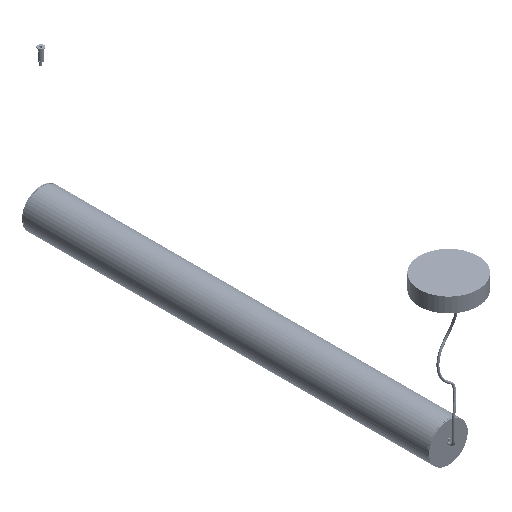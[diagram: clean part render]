
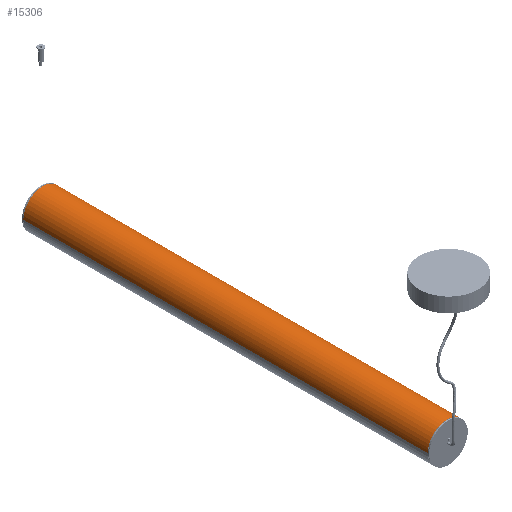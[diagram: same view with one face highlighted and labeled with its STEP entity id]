
A CAD part, isometric view. The second image highlights one B-rep face of the part: STEP entity #15306.
In plain terms, the highlighted cylindrical face has radius 50 mm (diameter 100 mm), a partial arc.
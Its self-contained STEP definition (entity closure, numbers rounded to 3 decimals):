
#89=CYLINDRICAL_SURFACE('',#35444,50.);
#4769=B_SPLINE_CURVE_WITH_KNOTS('',1,(#106413,#106414),.UNSPECIFIED.,.F.,
 .F.,(2,2),(104.4,1148.4),.UNSPECIFIED.);
#15306=ADVANCED_FACE('',(#16314),#89,.T.);
#16314=FACE_OUTER_BOUND('',#17315,.T.);
#17315=EDGE_LOOP('',(#22783,#22784,#22785,#22786));
#22783=ORIENTED_EDGE('',*,*,#28098,.F.);
#22784=ORIENTED_EDGE('',*,*,#28100,.T.);
#22785=ORIENTED_EDGE('',*,*,#28105,.F.);
#22786=ORIENTED_EDGE('',*,*,#28103,.F.);
#28098=EDGE_CURVE('',#35025,#35028,#29849,.T.);
#28100=EDGE_CURVE('',#35025,#35026,#4769,.T.);
#28103=EDGE_CURVE('',#35028,#35029,#29853,.T.);
#28105=EDGE_CURVE('',#35029,#35026,#29855,.T.);
#29849=(
BOUNDED_CURVE()
B_SPLINE_CURVE(2,(#106403,#106404,#106405,#106406,#106407),
 .UNSPECIFIED.,.F.,.F.)
B_SPLINE_CURVE_WITH_KNOTS((3,2,3),(-400.,-300.,-200.),.UNSPECIFIED.)
CURVE()
GEOMETRIC_REPRESENTATION_ITEM()
RATIONAL_B_SPLINE_CURVE((1.,0.707,1.,0.707,1.))
REPRESENTATION_ITEM('')
);
#29853=(
BOUNDED_CURVE()
B_SPLINE_CURVE(1,(#106422,#106423),.UNSPECIFIED.,.F.,.F.)
B_SPLINE_CURVE_WITH_KNOTS((2,2),(104.4,1148.4),.UNSPECIFIED.)
CURVE()
GEOMETRIC_REPRESENTATION_ITEM()
RATIONAL_B_SPLINE_CURVE((1.,1.))
REPRESENTATION_ITEM('')
);
#29855=(
BOUNDED_CURVE()
B_SPLINE_CURVE(2,(#106429,#106430,#106431,#106432,#106433),
 .UNSPECIFIED.,.F.,.F.)
B_SPLINE_CURVE_WITH_KNOTS((3,2,3),(-200.,-100.,0.),
 .UNSPECIFIED.)
CURVE()
GEOMETRIC_REPRESENTATION_ITEM()
RATIONAL_B_SPLINE_CURVE((1.,0.707,1.,0.707,1.))
REPRESENTATION_ITEM('')
);
#35025=VERTEX_POINT('',#106381);
#35026=VERTEX_POINT('',#106382);
#35028=VERTEX_POINT('',#106384);
#35029=VERTEX_POINT('',#106385);
#35444=AXIS2_PLACEMENT_3D('',#106377,#35722,$);
#35722=DIRECTION('',(0.,1.,0.));
#106377=CARTESIAN_POINT('',(0.,-692.701,405.097));
#106381=CARTESIAN_POINT('',(50.,-1214.701,405.097));
#106382=CARTESIAN_POINT('',(50.,-170.701,405.097));
#106384=CARTESIAN_POINT('',(-50.,-1214.701,405.097));
#106385=CARTESIAN_POINT('',(-50.,-170.701,405.097));
#106403=CARTESIAN_POINT('',(50.,-1214.701,405.097));
#106404=CARTESIAN_POINT('',(50.,-1214.701,455.097));
#106405=CARTESIAN_POINT('',(0.,-1214.701,455.097));
#106406=CARTESIAN_POINT('',(-50.,-1214.701,455.097));
#106407=CARTESIAN_POINT('',(-50.,-1214.701,405.097));
#106413=CARTESIAN_POINT('',(50.,-1214.701,405.097));
#106414=CARTESIAN_POINT('',(50.,-170.701,405.097));
#106422=CARTESIAN_POINT('',(-50.,-1214.701,405.097));
#106423=CARTESIAN_POINT('',(-50.,-170.701,405.097));
#106429=CARTESIAN_POINT('',(-50.,-170.701,405.097));
#106430=CARTESIAN_POINT('',(-50.,-170.701,455.097));
#106431=CARTESIAN_POINT('',(0.,-170.701,455.097));
#106432=CARTESIAN_POINT('',(50.,-170.701,455.097));
#106433=CARTESIAN_POINT('',(50.,-170.701,405.097));
